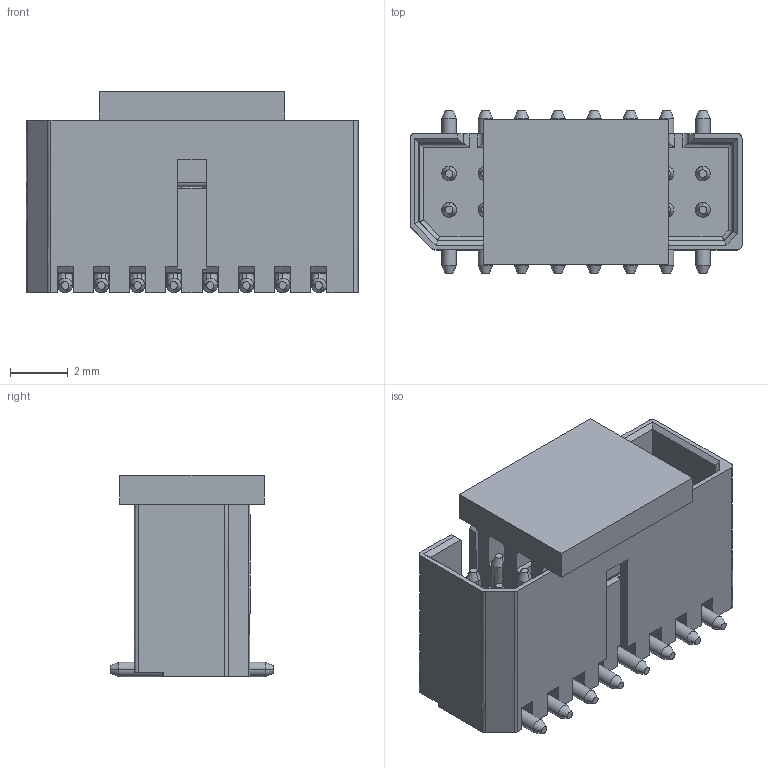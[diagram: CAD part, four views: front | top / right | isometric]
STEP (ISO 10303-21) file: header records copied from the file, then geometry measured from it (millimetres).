
FILE_DESCRIPTION( ('This file contains a STEP AP42 implementation' ,'as created by ZW3D STEP Interface translator.') ,'2;1' );
FILE_NAME( '3651-P016-059XXR02.stp' ,'2411 2.105248', (''), ('ZWCAD Software Co.'), 'Version 1.0', 'ZW3D to STEP translator', '' );
FILE_SCHEMA(('AUTOMOTIVE_DESIGN { 1 0 10303 214 1 1 1 1 }'));
Length unit declared in the file: millimetre
Products named in the file (4): 0; 3651-P016-059XXR02; 3651-P014-059G0R01_3; CAP3651-G201_3
Assembly tree (2 placements, depth 2):
  0
  3651-P016-059XXR02
    3651-P014-059G0R01_3
    CAP3651-G201_3
Bounding box: 11.45 x 5.65 x 6.95 mm (x, y, z)
Volume: 235.2 mm3; surface area: 689.3 mm2
Topology: 2 solids, 2 shells, 574 faces, 1596 edges, 1024 vertices
Faces by surface type: plane 212, bspline 145, cylinder 111, cone 106
Full cylindrical faces by diameter (mm): 0.5 x4
Entity records: 22501 total; most frequent: CARTESIAN_POINT 8307, ORIENTED_EDGE 3192, DIRECTION 2473, EDGE_CURVE 1596, VERTEX_POINT 1024, VECTOR 897, LINE 897, AXIS2_PLACEMENT_3D 788
